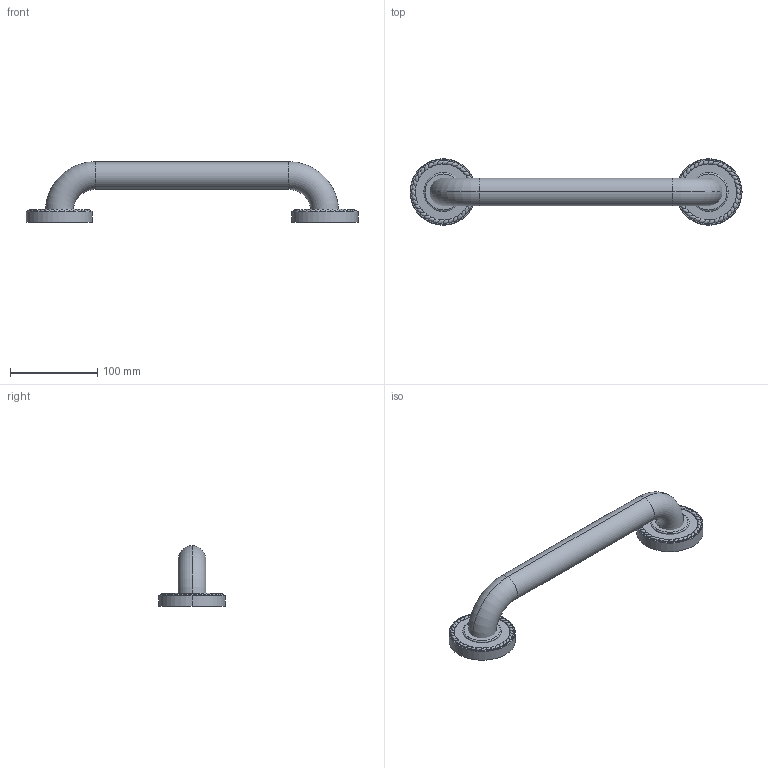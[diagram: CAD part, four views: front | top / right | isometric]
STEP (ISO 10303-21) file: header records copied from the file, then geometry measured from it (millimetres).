
FILE_DESCRIPTION((''),'2;1');
FILE_NAME('1560_WEB','2010-11-29T',('project'),(''),'PRO/ENGINEER BY PARAMETRIC TECHNOLOGY CORPORATION, 2009300','PRO/ENGINEER BY PARAMETRIC TECHNOLOGY CORPORATION, 2009300','');
FILE_SCHEMA(('CONFIG_CONTROL_DESIGN'));
Length unit declared in the file: inch
Products named in the file (1): 1560_WEB
Bounding box: 381 x 76.2 x 69.6 mm (x, y, z)
Surface area: 73659 mm2 (no closed solid volume)
Topology: 0 solids, 11 shells, 108 faces, 320 edges, 222 vertices
Faces by surface type: bspline 76, cylinder 12, torus 12, plane 8
Entity records: 7656 total; most frequent: CARTESIAN_POINT 5648, ORIENTED_EDGE 442, EDGE_CURVE 320, B_SPLINE_CURVE_WITH_KNOTS 250, VERTEX_POINT 222, DIRECTION 194, EDGE_LOOP 108, FACE_OUTER_BOUND 108
